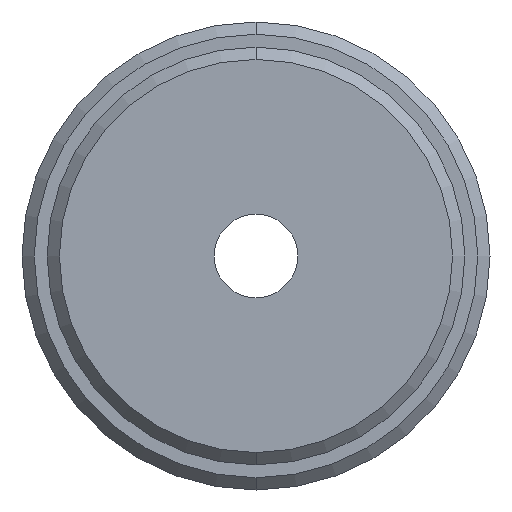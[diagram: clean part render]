
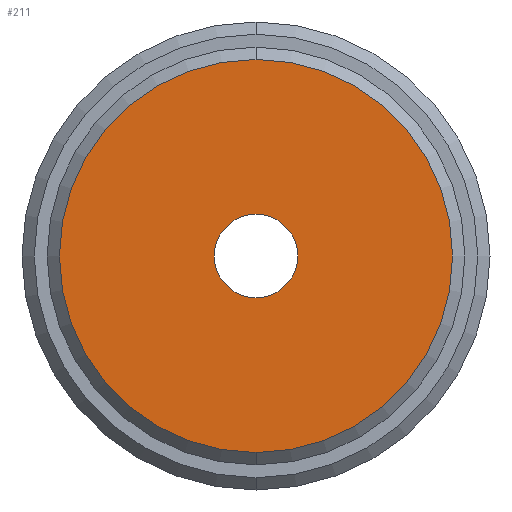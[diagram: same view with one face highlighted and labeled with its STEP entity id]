
A CAD part, front view. The second image highlights one B-rep face of the part: STEP entity #211.
In plain terms, the highlighted planar face has unit normal (0, -1, 0).
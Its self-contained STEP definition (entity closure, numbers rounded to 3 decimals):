
#50 = DIRECTION ( 'NONE',  ( 0., 0., -1. ) ) ;
#119 = CARTESIAN_POINT ( 'NONE',  ( 0., 0., -8. ) ) ;
#184 = EDGE_CURVE ( 'NONE', #904, #330, #333, .T. ) ;
#185 = ORIENTED_EDGE ( 'NONE', *, *, #809, .T. ) ;
#188 = CARTESIAN_POINT ( 'NONE',  ( 0., 0., -1.7 ) ) ;
#198 = DIRECTION ( 'NONE',  ( 0., -1., 0. ) ) ;
#207 = DIRECTION ( 'NONE',  ( 0., -1., 0. ) ) ;
#211 = ADVANCED_FACE ( 'NONE', ( #797, #662 ), #532, .T. ) ;
#253 = AXIS2_PLACEMENT_3D ( 'NONE', #806, #198, #1026 ) ;
#330 = VERTEX_POINT ( 'NONE', #737 ) ;
#333 = CIRCLE ( 'NONE', #253, 1.7 ) ;
#362 = VERTEX_POINT ( 'NONE', #569 ) ;
#375 = AXIS2_PLACEMENT_3D ( 'NONE', #627, #790, #50 ) ;
#376 = ORIENTED_EDGE ( 'NONE', *, *, #184, .F. ) ;
#381 = CIRCLE ( 'NONE', #808, 1.7 ) ;
#391 = ORIENTED_EDGE ( 'NONE', *, *, #769, .F. ) ;
#424 = EDGE_CURVE ( 'NONE', #967, #362, #774, .T. ) ;
#448 = DIRECTION ( 'NONE',  ( 0., -1., 0. ) ) ;
#457 = CARTESIAN_POINT ( 'NONE',  ( 0., 0., 0. ) ) ;
#460 = DIRECTION ( 'NONE',  ( 0., 0., -1. ) ) ;
#532 = PLANE ( 'NONE',  #375 ) ;
#569 = CARTESIAN_POINT ( 'NONE',  ( 0., 0., 8. ) ) ;
#589 = CIRCLE ( 'NONE', #1053, 8. ) ;
#601 = CARTESIAN_POINT ( 'NONE',  ( 0., 0., 0. ) ) ;
#605 = EDGE_LOOP ( 'NONE', ( #185, #678 ) ) ;
#616 = DIRECTION ( 'NONE',  ( 0., 0., -1. ) ) ;
#622 = DIRECTION ( 'NONE',  ( 0., 0., -1. ) ) ;
#623 = DIRECTION ( 'NONE',  ( 0., -1., 0. ) ) ;
#624 = CARTESIAN_POINT ( 'NONE',  ( 0., 0., 0. ) ) ;
#627 = CARTESIAN_POINT ( 'NONE',  ( 1.7, 0., 0. ) ) ;
#662 = FACE_BOUND ( 'NONE', #1051, .T. ) ;
#678 = ORIENTED_EDGE ( 'NONE', *, *, #424, .T. ) ;
#737 = CARTESIAN_POINT ( 'NONE',  ( 0., 0., 1.7 ) ) ;
#769 = EDGE_CURVE ( 'NONE', #330, #904, #381, .T. ) ;
#774 = CIRCLE ( 'NONE', #933, 8. ) ;
#790 = DIRECTION ( 'NONE',  ( 0., -1., 0. ) ) ;
#797 = FACE_OUTER_BOUND ( 'NONE', #605, .T. ) ;
#806 = CARTESIAN_POINT ( 'NONE',  ( 0., 0., 0. ) ) ;
#808 = AXIS2_PLACEMENT_3D ( 'NONE', #457, #448, #460 ) ;
#809 = EDGE_CURVE ( 'NONE', #362, #967, #589, .T. ) ;
#904 = VERTEX_POINT ( 'NONE', #188 ) ;
#933 = AXIS2_PLACEMENT_3D ( 'NONE', #601, #207, #622 ) ;
#967 = VERTEX_POINT ( 'NONE', #119 ) ;
#1026 = DIRECTION ( 'NONE',  ( 0., 0., -1. ) ) ;
#1051 = EDGE_LOOP ( 'NONE', ( #376, #391 ) ) ;
#1053 = AXIS2_PLACEMENT_3D ( 'NONE', #624, #623, #616 ) ;
